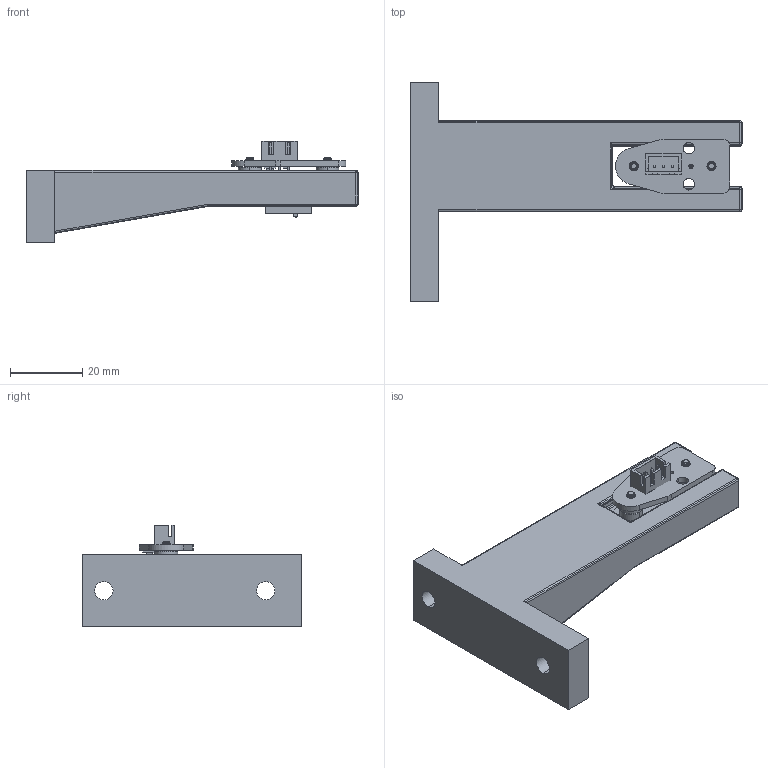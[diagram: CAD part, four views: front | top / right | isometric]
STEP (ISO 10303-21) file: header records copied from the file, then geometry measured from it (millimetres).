
FILE_DESCRIPTION(('STEP AP214'),'1');
FILE_NAME('probe-dock.stp','2020-11-21T04:06:57',(' '),(' '),'Spatial InterOp 3D',' ',' ');
FILE_SCHEMA(('automotive_design'));
Length unit declared in the file: inch
Products named in the file (23): 1; 2; 3; 4; 5; 6; 7; 8; 9; 10; 11; 12; 13; 14; 15; 16; 17; 18; 19; 20; 21; 22; 23
Bounding box: 91.97 x 60.85 x 28.19 mm (x, y, z)
Volume: 30962.6 mm3; surface area: 14193.2 mm2
Topology: 23 solids, 23 shells, 957 faces, 2506 edges, 1593 vertices
Faces by surface type: cylinder 389, plane 305, sphere 80, cone 64, extrusion 63, torus 47, bspline 9
Full cylindrical faces by diameter (mm): 2.184 x4
Entity records: 49883 total; most frequent: CARTESIAN_POINT 18752, ORIENTED_EDGE 4962, DIRECTION 4775, EDGE_CURVE 2481, AXIS2_PLACEMENT_3D 1778, VERTEX_POINT 1589, VECTOR 1219, LINE 1156
